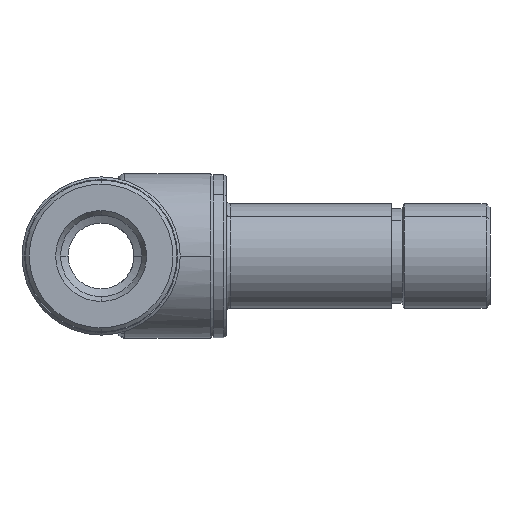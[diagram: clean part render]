
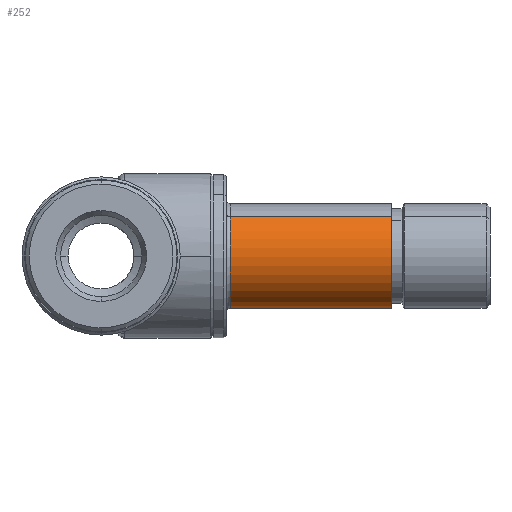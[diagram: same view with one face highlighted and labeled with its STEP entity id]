
A CAD part, left-side view. The second image highlights one B-rep face of the part: STEP entity #252.
In plain terms, the highlighted cylindrical face has radius 3.975 mm (diameter 7.95 mm), a partial arc.
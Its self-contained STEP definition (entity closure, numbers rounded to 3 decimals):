
#250 = EDGE_LOOP ( 'NONE', ( #756, #757, #754, #723 ) ) ;
#252 = ADVANCED_FACE ( 'NONE', ( #1376 ), #1375, .T. ) ;
#723 = ORIENTED_EDGE ( 'NONE', *, *, #846, .F. ) ;
#744 = EDGE_CURVE ( 'NONE', #753, #809, #2799, .T. ) ;
#747 = EDGE_CURVE ( 'NONE', #800, #804, #2751, .T. ) ;
#753 = VERTEX_POINT ( 'NONE', #2758 ) ;
#754 = ORIENTED_EDGE ( 'NONE', *, *, #744, .F. ) ;
#756 = ORIENTED_EDGE ( 'NONE', *, *, #747, .T. ) ;
#757 = ORIENTED_EDGE ( 'NONE', *, *, #817, .T. ) ;
#800 = VERTEX_POINT ( 'NONE', #2831 ) ;
#804 = VERTEX_POINT ( 'NONE', #2851 ) ;
#809 = VERTEX_POINT ( 'NONE', #2907 ) ;
#817 = EDGE_CURVE ( 'NONE', #804, #809, #2948, .T. ) ;
#846 = EDGE_CURVE ( 'NONE', #800, #753, #2810, .T. ) ;
#1374 = CARTESIAN_POINT ( 'NONE',  ( 0., -29.5, 0. ) ) ;
#1375 = CYLINDRICAL_SURFACE ( 'NONE', #1463, 3.975 ) ;
#1376 = FACE_OUTER_BOUND ( 'NONE', #250, .T. ) ;
#1461 = DIRECTION ( 'NONE',  ( -0.662, 0., 0.749 ) ) ;
#1462 = DIRECTION ( 'NONE',  ( 0., -1., 0. ) ) ;
#1463 = AXIS2_PLACEMENT_3D ( 'NONE', #1374, #1462, #1461 ) ;
#2751 = CIRCLE ( 'NONE', #2768, 3.975 ) ;
#2758 = CARTESIAN_POINT ( 'NONE',  ( -2.633, -22.025, 2.978 ) ) ;
#2765 = DIRECTION ( 'NONE',  ( -0.662, 0., 0.749 ) ) ;
#2766 = DIRECTION ( 'NONE',  ( 0., -1., 0. ) ) ;
#2767 = CARTESIAN_POINT ( 'NONE',  ( 0., -9.8, 0. ) ) ;
#2768 = AXIS2_PLACEMENT_3D ( 'NONE', #2767, #2766, #2765 ) ;
#2791 = DIRECTION ( 'NONE',  ( -0.662, 0., 0.749 ) ) ;
#2792 = DIRECTION ( 'NONE',  ( 0., -1., 0. ) ) ;
#2793 = CARTESIAN_POINT ( 'NONE',  ( 0., -22.025, 0. ) ) ;
#2794 = AXIS2_PLACEMENT_3D ( 'NONE', #2793, #2792, #2791 ) ;
#2799 = CIRCLE ( 'NONE', #2794, 3.975 ) ;
#2808 = VECTOR ( 'NONE', #2925, 1000. ) ;
#2809 = CARTESIAN_POINT ( 'NONE',  ( -2.633, -29.5, 2.978 ) ) ;
#2810 = LINE ( 'NONE', #2809, #2808 ) ;
#2831 = CARTESIAN_POINT ( 'NONE',  ( -2.633, -9.8, 2.978 ) ) ;
#2851 = CARTESIAN_POINT ( 'NONE',  ( 2.633, -9.8, -2.978 ) ) ;
#2907 = CARTESIAN_POINT ( 'NONE',  ( 2.633, -22.025, -2.978 ) ) ;
#2925 = DIRECTION ( 'NONE',  ( 0., -1., 0. ) ) ;
#2945 = DIRECTION ( 'NONE',  ( 0., -1., 0. ) ) ;
#2946 = VECTOR ( 'NONE', #2945, 1000. ) ;
#2947 = CARTESIAN_POINT ( 'NONE',  ( 2.633, -29.5, -2.978 ) ) ;
#2948 = LINE ( 'NONE', #2947, #2946 ) ;
